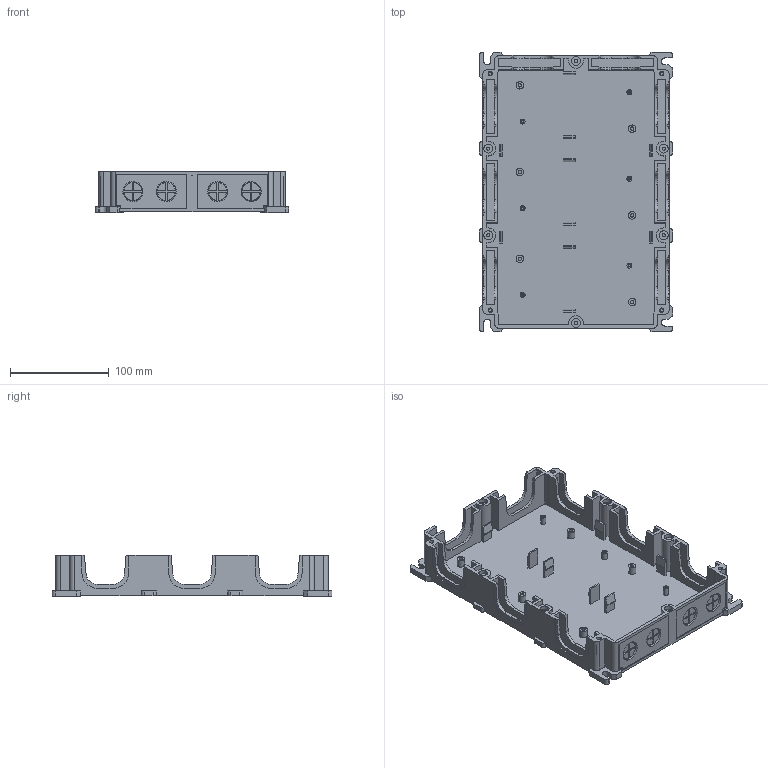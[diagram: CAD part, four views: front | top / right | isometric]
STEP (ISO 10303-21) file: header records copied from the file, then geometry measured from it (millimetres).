
FILE_DESCRIPTION(('CATIA V5 STEP Exchange','CAx-IF Rec.Pracs.--- Model Styling and Organization---1.4--- 2014-01-23'),'2;1');
FILE_NAME ('400362-1_4_2632810000_S3D_2632810000.stp','2022-05-18T07:31:57+00:00',('none'),('Weidmueller'),'CATIA Version 5-6 Release 2016 SP3 HF44','CATIA V5 STEP AP214','none');
FILE_SCHEMA(('AUTOMOTIVE_DESIGN { 1 0 10303 214 1 1 1 1 }'));
Length unit declared in the file: millimetre
Products named in the file (1): S3D_2632810000
Bounding box: 196 x 284 x 42 mm (x, y, z)
Volume: 297300.8 mm3; surface area: 214844.8 mm2
Topology: 1 solids, 1 shells, 808 faces, 2142 edges, 1428 vertices
Faces by surface type: plane 548, cylinder 228, cone 32
Entity records: 24523 total; most frequent: CARTESIAN_POINT 5163, ORIENTED_EDGE 4284, DIRECTION 2956, EDGE_CURVE 2142, VECTOR 1590, LINE 1590, VERTEX_POINT 1428, AXIS2_PLACEMENT_3D 900
